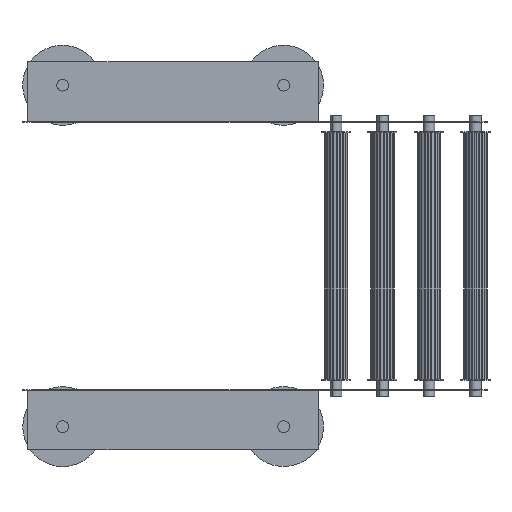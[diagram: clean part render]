
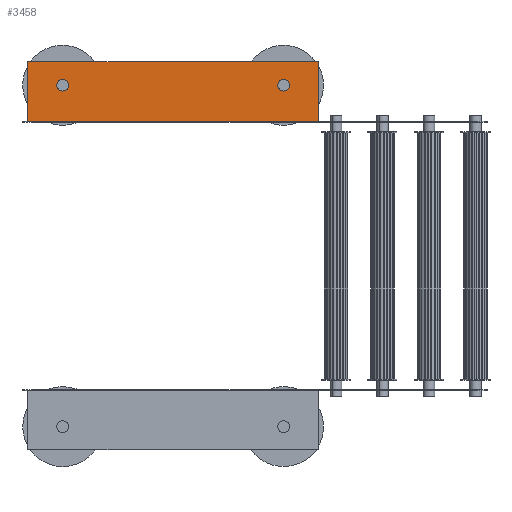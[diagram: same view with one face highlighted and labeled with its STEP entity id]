
A CAD part, front view. The second image highlights one B-rep face of the part: STEP entity #3458.
In plain terms, the highlighted face is planar.
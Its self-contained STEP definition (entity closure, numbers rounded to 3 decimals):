
#16 = CARTESIAN_POINT ( 'NONE',  ( -15.185, 4.334, 225. ) ) ;
#47 = EDGE_LOOP ( 'NONE', ( #5160, #5564 ) ) ;
#152 = CIRCLE ( 'NONE', #5288, 5. ) ;
#207 = VECTOR ( 'NONE', #5327, 1000. ) ;
#246 = CARTESIAN_POINT ( 'NONE',  ( -15.185, 4.334, 35. ) ) ;
#256 = ORIENTED_EDGE ( 'NONE', *, *, #3027, .T. ) ;
#271 = CARTESIAN_POINT ( 'NONE',  ( -15.185, 4.334, 215. ) ) ;
#344 = AXIS2_PLACEMENT_3D ( 'NONE', #482, #2197, #3631 ) ;
#361 = LINE ( 'NONE', #1626, #2659 ) ;
#363 = VERTEX_POINT ( 'NONE', #5451 ) ;
#482 = CARTESIAN_POINT ( 'NONE',  ( -15.185, 24.334, 250. ) ) ;
#676 = CARTESIAN_POINT ( 'NONE',  ( -15.185, -26.466, 250. ) ) ;
#746 = VERTEX_POINT ( 'NONE', #16 ) ;
#872 = CARTESIAN_POINT ( 'NONE',  ( -15.185, 24.334, 250. ) ) ;
#951 = FACE_BOUND ( 'NONE', #1976, .T. ) ;
#981 = VERTEX_POINT ( 'NONE', #3848 ) ;
#982 = ORIENTED_EDGE ( 'NONE', *, *, #1408, .F. ) ;
#1139 = VECTOR ( 'NONE', #4547, 1000. ) ;
#1287 = CARTESIAN_POINT ( 'NONE',  ( -15.185, 4.334, 30. ) ) ;
#1332 = CARTESIAN_POINT ( 'NONE',  ( -15.185, 24.334, 0. ) ) ;
#1359 = EDGE_LOOP ( 'NONE', ( #256, #982, #2349, #3236 ) ) ;
#1360 = CIRCLE ( 'NONE', #4466, 5. ) ;
#1408 = EDGE_CURVE ( 'NONE', #2827, #981, #361, .T. ) ;
#1520 = EDGE_CURVE ( 'NONE', #1907, #5168, #152, .T. ) ;
#1530 = CARTESIAN_POINT ( 'NONE',  ( -15.185, 4.334, 220. ) ) ;
#1554 = AXIS2_PLACEMENT_3D ( 'NONE', #1530, #1562, #5486 ) ;
#1562 = DIRECTION ( 'NONE',  ( 1., 0., 0. ) ) ;
#1626 = CARTESIAN_POINT ( 'NONE',  ( -15.185, -26.466, 250. ) ) ;
#1703 = EDGE_CURVE ( 'NONE', #746, #4419, #3330, .T. ) ;
#1907 = VERTEX_POINT ( 'NONE', #2955 ) ;
#1976 = EDGE_LOOP ( 'NONE', ( #5459, #2483 ) ) ;
#2142 = CARTESIAN_POINT ( 'NONE',  ( -15.185, 4.334, 30. ) ) ;
#2186 = CARTESIAN_POINT ( 'NONE',  ( -15.185, 24.334, 0. ) ) ;
#2197 = DIRECTION ( 'NONE',  ( 1., 0., 0. ) ) ;
#2202 = DIRECTION ( 'NONE',  ( 0., 0., -1. ) ) ;
#2349 = ORIENTED_EDGE ( 'NONE', *, *, #2669, .F. ) ;
#2483 = ORIENTED_EDGE ( 'NONE', *, *, #4863, .T. ) ;
#2518 = DIRECTION ( 'NONE',  ( 1., 0., 0. ) ) ;
#2635 = DIRECTION ( 'NONE',  ( 0., 0., -1. ) ) ;
#2659 = VECTOR ( 'NONE', #4818, 1000. ) ;
#2669 = EDGE_CURVE ( 'NONE', #363, #2827, #2751, .T. ) ;
#2751 = LINE ( 'NONE', #872, #1139 ) ;
#2827 = VERTEX_POINT ( 'NONE', #676 ) ;
#2830 = VECTOR ( 'NONE', #2202, 1000. ) ;
#2955 = CARTESIAN_POINT ( 'NONE',  ( -15.185, 4.334, 25. ) ) ;
#3027 = EDGE_CURVE ( 'NONE', #3755, #981, #3547, .T. ) ;
#3055 = DIRECTION ( 'NONE',  ( 0., 0., -1. ) ) ;
#3090 = CARTESIAN_POINT ( 'NONE',  ( -15.185, 24.334, 250. ) ) ;
#3179 = PLANE ( 'NONE',  #344 ) ;
#3236 = ORIENTED_EDGE ( 'NONE', *, *, #5714, .T. ) ;
#3330 = CIRCLE ( 'NONE', #1554, 5. ) ;
#3368 = EDGE_CURVE ( 'NONE', #4419, #746, #1360, .T. ) ;
#3457 = CIRCLE ( 'NONE', #4939, 5. ) ;
#3458 = ADVANCED_FACE ( 'NONE', ( #951, #4854, #4882 ), #3179, .F. ) ;
#3547 = LINE ( 'NONE', #1332, #207 ) ;
#3631 = DIRECTION ( 'NONE',  ( 0., 1., 0. ) ) ;
#3755 = VERTEX_POINT ( 'NONE', #2186 ) ;
#3848 = CARTESIAN_POINT ( 'NONE',  ( -15.185, -26.466, 0. ) ) ;
#3946 = DIRECTION ( 'NONE',  ( 1., 0., 0. ) ) ;
#4410 = DIRECTION ( 'NONE',  ( 1., 0., 0. ) ) ;
#4419 = VERTEX_POINT ( 'NONE', #271 ) ;
#4466 = AXIS2_PLACEMENT_3D ( 'NONE', #5245, #2518, #4804 ) ;
#4547 = DIRECTION ( 'NONE',  ( 0., -1., 0. ) ) ;
#4804 = DIRECTION ( 'NONE',  ( 0., 0., -1. ) ) ;
#4818 = DIRECTION ( 'NONE',  ( 0., 0., -1. ) ) ;
#4854 = FACE_BOUND ( 'NONE', #47, .T. ) ;
#4863 = EDGE_CURVE ( 'NONE', #5168, #1907, #3457, .T. ) ;
#4882 = FACE_OUTER_BOUND ( 'NONE', #1359, .T. ) ;
#4939 = AXIS2_PLACEMENT_3D ( 'NONE', #2142, #3946, #3055 ) ;
#5160 = ORIENTED_EDGE ( 'NONE', *, *, #3368, .T. ) ;
#5168 = VERTEX_POINT ( 'NONE', #246 ) ;
#5245 = CARTESIAN_POINT ( 'NONE',  ( -15.185, 4.334, 220. ) ) ;
#5288 = AXIS2_PLACEMENT_3D ( 'NONE', #1287, #4410, #2635 ) ;
#5327 = DIRECTION ( 'NONE',  ( 0., -1., 0. ) ) ;
#5451 = CARTESIAN_POINT ( 'NONE',  ( -15.185, 24.334, 250. ) ) ;
#5459 = ORIENTED_EDGE ( 'NONE', *, *, #1520, .T. ) ;
#5486 = DIRECTION ( 'NONE',  ( 0., 0., -1. ) ) ;
#5564 = ORIENTED_EDGE ( 'NONE', *, *, #1703, .T. ) ;
#5714 = EDGE_CURVE ( 'NONE', #363, #3755, #5725, .T. ) ;
#5725 = LINE ( 'NONE', #3090, #2830 ) ;
